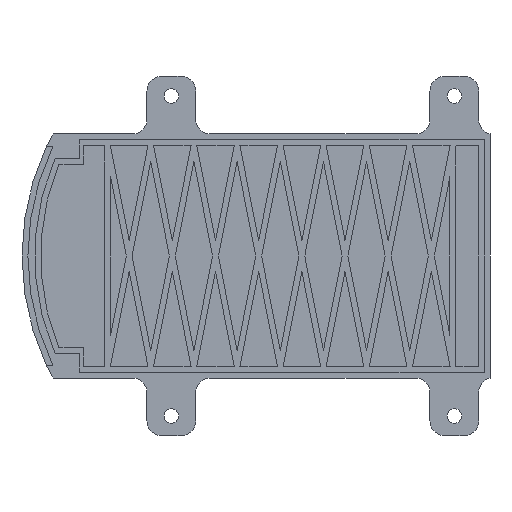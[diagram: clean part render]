
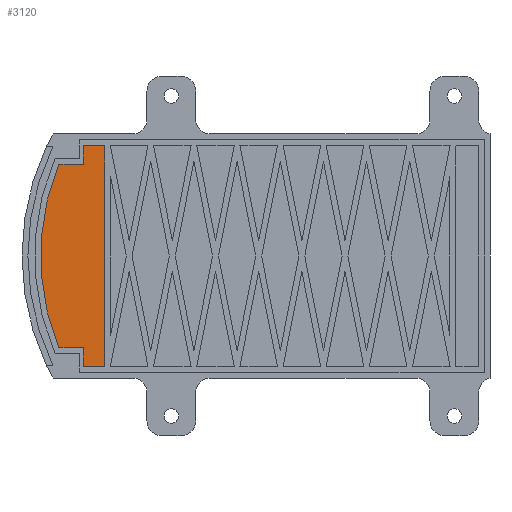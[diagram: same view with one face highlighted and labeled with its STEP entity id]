
A CAD part, front view. The second image highlights one B-rep face of the part: STEP entity #3120.
In plain terms, the highlighted planar face has unit normal (0, -1, 0).
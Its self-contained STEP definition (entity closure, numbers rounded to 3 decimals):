
#77=PLANE('',#3361);
#250=FACE_OUTER_BOUND('',#437,.T.);
#437=EDGE_LOOP('',(#2428,#2429,#2430,#2431,#2432,#2433,#2434,#2435,#2436));
#697=LINE('',#4658,#1087);
#698=LINE('',#4660,#1088);
#699=LINE('',#4662,#1089);
#700=LINE('',#4664,#1090);
#701=LINE('',#4666,#1091);
#702=LINE('',#4670,#1092);
#703=LINE('',#4672,#1093);
#704=LINE('',#4673,#1094);
#1087=VECTOR('',#3793,10.);
#1088=VECTOR('',#3794,10.);
#1089=VECTOR('',#3795,10.);
#1090=VECTOR('',#3796,10.);
#1091=VECTOR('',#3797,10.);
#1092=VECTOR('',#3800,10.);
#1093=VECTOR('',#3801,10.);
#1094=VECTOR('',#3802,10.);
#1424=CIRCLE('',#3362,48.8);
#1536=VERTEX_POINT('',#4656);
#1537=VERTEX_POINT('',#4657);
#1538=VERTEX_POINT('',#4659);
#1539=VERTEX_POINT('',#4661);
#1540=VERTEX_POINT('',#4663);
#1541=VERTEX_POINT('',#4665);
#1542=VERTEX_POINT('',#4667);
#1543=VERTEX_POINT('',#4669);
#1544=VERTEX_POINT('',#4671);
#1872=EDGE_CURVE('',#1536,#1537,#697,.T.);
#1873=EDGE_CURVE('',#1537,#1538,#698,.T.);
#1874=EDGE_CURVE('',#1538,#1539,#699,.T.);
#1875=EDGE_CURVE('',#1539,#1540,#700,.T.);
#1876=EDGE_CURVE('',#1540,#1541,#701,.T.);
#1877=EDGE_CURVE('',#1541,#1542,#1424,.T.);
#1878=EDGE_CURVE('',#1542,#1543,#702,.T.);
#1879=EDGE_CURVE('',#1543,#1544,#703,.T.);
#1880=EDGE_CURVE('',#1544,#1536,#704,.T.);
#2428=ORIENTED_EDGE('',*,*,#1872,.T.);
#2429=ORIENTED_EDGE('',*,*,#1873,.T.);
#2430=ORIENTED_EDGE('',*,*,#1874,.T.);
#2431=ORIENTED_EDGE('',*,*,#1875,.T.);
#2432=ORIENTED_EDGE('',*,*,#1876,.T.);
#2433=ORIENTED_EDGE('',*,*,#1877,.T.);
#2434=ORIENTED_EDGE('',*,*,#1878,.T.);
#2435=ORIENTED_EDGE('',*,*,#1879,.T.);
#2436=ORIENTED_EDGE('',*,*,#1880,.T.);
#3120=ADVANCED_FACE('',(#250),#77,.F.);
#3361=AXIS2_PLACEMENT_3D('',#4655,#3791,#3792);
#3362=AXIS2_PLACEMENT_3D('',#4668,#3798,#3799);
#3791=DIRECTION('center_axis',(0.,1.,0.));
#3792=DIRECTION('ref_axis',(-1.,0.,0.));
#3793=DIRECTION('',(0.,0.,1.));
#3794=DIRECTION('',(-0.194,0.,0.981));
#3795=DIRECTION('',(-1.,0.,0.));
#3796=DIRECTION('',(0.,0.,-1.));
#3797=DIRECTION('',(-1.,0.,0.));
#3798=DIRECTION('center_axis',(0.,-1.,0.));
#3799=DIRECTION('ref_axis',(-0.917,0.,-0.4));
#3800=DIRECTION('',(1.,0.,0.));
#3801=DIRECTION('',(0.,0.,-1.));
#3802=DIRECTION('',(1.,0.,0.));
#4655=CARTESIAN_POINT('Origin',(-3.949,50.,0.));
#4656=CARTESIAN_POINT('',(-35.656,50.,-22.6));
#4657=CARTESIAN_POINT('',(-35.656,50.,22.34));
#4658=CARTESIAN_POINT('',(-35.656,50.,22.398));
#4659=CARTESIAN_POINT('',(-35.708,50.,22.6));
#4660=CARTESIAN_POINT('',(-35.645,50.,22.282));
#4661=CARTESIAN_POINT('',(-40.033,50.,22.6));
#4662=CARTESIAN_POINT('',(18.476,50.,22.6));
#4663=CARTESIAN_POINT('',(-40.033,50.,18.8));
#4664=CARTESIAN_POINT('',(-40.033,50.,11.3));
#4665=CARTESIAN_POINT('',(-45.033,50.,18.8));
#4666=CARTESIAN_POINT('',(-21.991,50.,18.8));
#4667=CARTESIAN_POINT('',(-45.033,50.,-18.8));
#4668=CARTESIAN_POINT('Origin',(0.,50.,0.));
#4669=CARTESIAN_POINT('',(-40.033,50.,-18.8));
#4670=CARTESIAN_POINT('',(-24.491,50.,-18.8));
#4671=CARTESIAN_POINT('',(-40.033,50.,-22.6));
#4672=CARTESIAN_POINT('',(-40.033,50.,-9.4));
#4673=CARTESIAN_POINT('',(-21.991,50.,-22.6));
